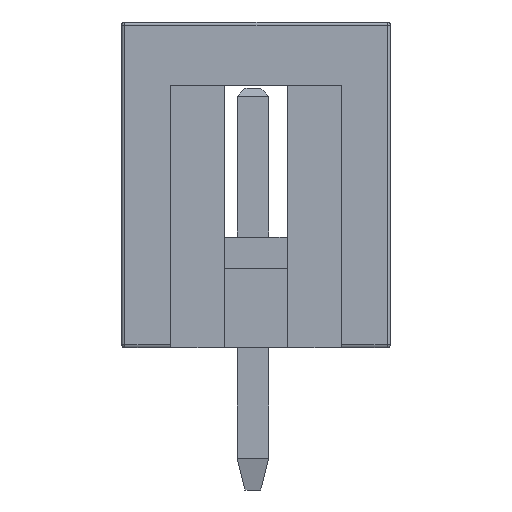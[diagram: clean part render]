
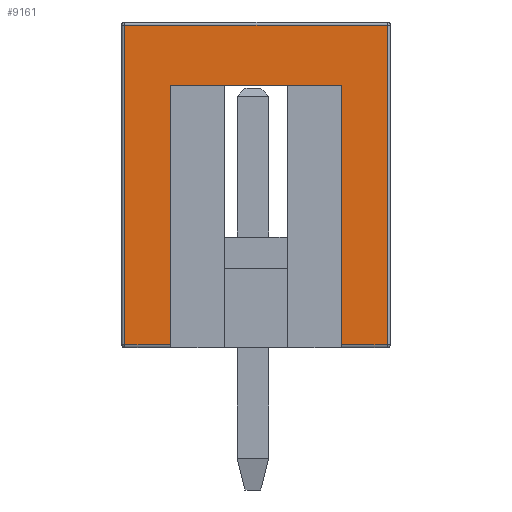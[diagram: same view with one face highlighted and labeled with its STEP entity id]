
A CAD part, left-side view. The second image highlights one B-rep face of the part: STEP entity #9161.
In plain terms, the highlighted planar face has unit normal (-1, 0, 0).
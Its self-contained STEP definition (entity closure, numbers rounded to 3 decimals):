
#4372 = VERTEX_POINT('',#4373);
#4373 = CARTESIAN_POINT('',(-2.8,-4.25,0.1));
#4380 = EDGE_CURVE('',#4372,#4381,#4383,.T.);
#4381 = VERTEX_POINT('',#4382);
#4382 = CARTESIAN_POINT('',(-2.8,-4.25,10.2));
#4383 = LINE('',#4384,#4385);
#4384 = CARTESIAN_POINT('',(-2.8,-4.25,0.));
#4385 = VECTOR('',#4386,1.);
#4386 = DIRECTION('',(0.,0.,1.));
#9161 = ADVANCED_FACE('',(#9162),#9219,.F.);
#9162 = FACE_BOUND('',#9163,.F.);
#9163 = EDGE_LOOP('',(#9164,#9165,#9173,#9181,#9189,#9197,#9205,#9213));
#9164 = ORIENTED_EDGE('',*,*,#4380,.F.);
#9165 = ORIENTED_EDGE('',*,*,#9166,.F.);
#9166 = EDGE_CURVE('',#9167,#4372,#9169,.T.);
#9167 = VERTEX_POINT('',#9168);
#9168 = CARTESIAN_POINT('',(-2.8,-2.8,0.1));
#9169 = LINE('',#9170,#9171);
#9170 = CARTESIAN_POINT('',(-2.8,4.15,0.1));
#9171 = VECTOR('',#9172,1.);
#9172 = DIRECTION('',(0.,-1.,0.));
#9173 = ORIENTED_EDGE('',*,*,#9174,.F.);
#9174 = EDGE_CURVE('',#9175,#9167,#9177,.T.);
#9175 = VERTEX_POINT('',#9176);
#9176 = CARTESIAN_POINT('',(-2.8,-2.8,8.3));
#9177 = LINE('',#9178,#9179);
#9178 = CARTESIAN_POINT('',(-2.8,-2.8,4.15));
#9179 = VECTOR('',#9180,1.);
#9180 = DIRECTION('',(0.,0.,-1.));
#9181 = ORIENTED_EDGE('',*,*,#9182,.F.);
#9182 = EDGE_CURVE('',#9183,#9175,#9185,.T.);
#9183 = VERTEX_POINT('',#9184);
#9184 = CARTESIAN_POINT('',(-2.8,2.6,8.3));
#9185 = LINE('',#9186,#9187);
#9186 = CARTESIAN_POINT('',(-2.8,2.025,8.3));
#9187 = VECTOR('',#9188,1.);
#9188 = DIRECTION('',(0.,-1.,0.));
#9189 = ORIENTED_EDGE('',*,*,#9190,.F.);
#9190 = EDGE_CURVE('',#9191,#9183,#9193,.T.);
#9191 = VERTEX_POINT('',#9192);
#9192 = CARTESIAN_POINT('',(-2.8,2.6,0.1));
#9193 = LINE('',#9194,#9195);
#9194 = CARTESIAN_POINT('',(-2.8,2.6,-4.15));
#9195 = VECTOR('',#9196,1.);
#9196 = DIRECTION('',(0.,0.,1.));
#9197 = ORIENTED_EDGE('',*,*,#9198,.F.);
#9198 = EDGE_CURVE('',#9199,#9191,#9201,.T.);
#9199 = VERTEX_POINT('',#9200);
#9200 = CARTESIAN_POINT('',(-2.8,4.05,0.1));
#9201 = LINE('',#9202,#9203);
#9202 = CARTESIAN_POINT('',(-2.8,4.15,0.1));
#9203 = VECTOR('',#9204,1.);
#9204 = DIRECTION('',(0.,-1.,0.));
#9205 = ORIENTED_EDGE('',*,*,#9206,.T.);
#9206 = EDGE_CURVE('',#9199,#9207,#9209,.T.);
#9207 = VERTEX_POINT('',#9208);
#9208 = CARTESIAN_POINT('',(-2.8,4.05,10.2));
#9209 = LINE('',#9210,#9211);
#9210 = CARTESIAN_POINT('',(-2.8,4.05,0.));
#9211 = VECTOR('',#9212,1.);
#9212 = DIRECTION('',(0.,0.,1.));
#9213 = ORIENTED_EDGE('',*,*,#9214,.T.);
#9214 = EDGE_CURVE('',#9207,#4381,#9215,.T.);
#9215 = LINE('',#9216,#9217);
#9216 = CARTESIAN_POINT('',(-2.8,4.15,10.2));
#9217 = VECTOR('',#9218,1.);
#9218 = DIRECTION('',(0.,-1.,0.));
#9219 = PLANE('',#9220);
#9220 = AXIS2_PLACEMENT_3D('',#9221,#9222,#9223);
#9221 = CARTESIAN_POINT('',(-2.8,4.15,0.));
#9222 = DIRECTION('',(1.,0.,0.));
#9223 = DIRECTION('',(0.,-1.,0.));
